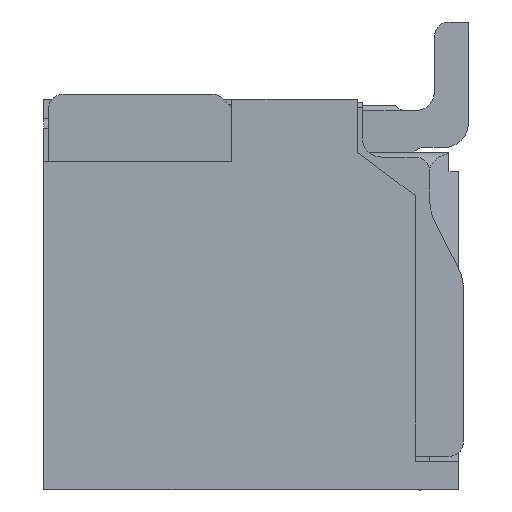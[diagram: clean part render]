
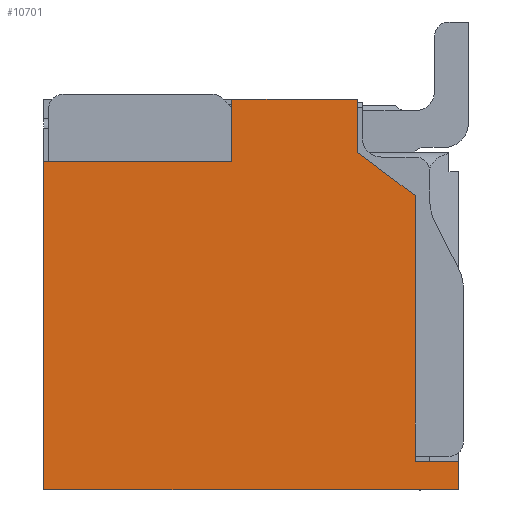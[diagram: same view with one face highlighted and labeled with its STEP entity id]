
A CAD part, left-side view. The second image highlights one B-rep face of the part: STEP entity #10701.
In plain terms, the highlighted planar face has unit normal (-1, 0, 0).
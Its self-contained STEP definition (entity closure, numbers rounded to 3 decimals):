
#58 = CARTESIAN_POINT ( 'NONE',  ( -5.375, -1.1, 2.025 ) ) ;
#87 = CARTESIAN_POINT ( 'NONE',  ( -5.375, -1.7, 1.025 ) ) ;
#167 = VERTEX_POINT ( 'NONE', #87 ) ;
#690 = EDGE_CURVE ( 'NONE', #17567, #167, #14422, .T. ) ;
#1177 = VECTOR ( 'NONE', #15327, 1000. ) ;
#1898 = VECTOR ( 'NONE', #17514, 1000. ) ;
#2074 = DIRECTION ( 'NONE',  ( 0., 0., -1. ) ) ;
#2142 = CARTESIAN_POINT ( 'NONE',  ( -5.375, 0., 2.025 ) ) ;
#2263 = CARTESIAN_POINT ( 'NONE',  ( -5.375, 2.15, 1.375 ) ) ;
#2323 = VECTOR ( 'NONE', #5612, 1000. ) ;
#2921 = DIRECTION ( 'NONE',  ( 0., -1., 0. ) ) ;
#3123 = VERTEX_POINT ( 'NONE', #2263 ) ;
#3140 = CARTESIAN_POINT ( 'NONE',  ( -5.375, -1.1, 1.475 ) ) ;
#3759 = PLANE ( 'NONE',  #11655 ) ;
#3824 = CARTESIAN_POINT ( 'NONE',  ( -5.375, -2.15, -0.375 ) ) ;
#3866 = VECTOR ( 'NONE', #20552, 1000. ) ;
#3869 = CARTESIAN_POINT ( 'NONE',  ( -5.375, -1.7, 0. ) ) ;
#4250 = DIRECTION ( 'NONE',  ( 0., 0., -1. ) ) ;
#5128 = DIRECTION ( 'NONE',  ( 0., -1., 0. ) ) ;
#5203 = EDGE_CURVE ( 'NONE', #21150, #15709, #19863, .T. ) ;
#5270 = VERTEX_POINT ( 'NONE', #18681 ) ;
#5424 = VECTOR ( 'NONE', #13276, 1000. ) ;
#5612 = DIRECTION ( 'NONE',  ( 0., -1., 0. ) ) ;
#5797 = CARTESIAN_POINT ( 'NONE',  ( -5.375, -1.1, 0. ) ) ;
#5877 = EDGE_CURVE ( 'NONE', #15270, #20275, #17176, .T. ) ;
#5944 = VECTOR ( 'NONE', #13038, 1000. ) ;
#5951 = VERTEX_POINT ( 'NONE', #19550 ) ;
#6521 = VECTOR ( 'NONE', #7305, 1000. ) ;
#7305 = DIRECTION ( 'NONE',  ( 0., 0., -1. ) ) ;
#7539 = LINE ( 'NONE', #10743, #11211 ) ;
#7584 = EDGE_CURVE ( 'NONE', #3123, #5951, #17454, .T. ) ;
#8203 = VERTEX_POINT ( 'NONE', #16794 ) ;
#8419 = ORIENTED_EDGE ( 'NONE', *, *, #7584, .F. ) ;
#10003 = CARTESIAN_POINT ( 'NONE',  ( -5.375, 2.15, -2.025 ) ) ;
#10626 = CARTESIAN_POINT ( 'NONE',  ( -5.375, 0., -2.025 ) ) ;
#10701 = ADVANCED_FACE ( 'NONE', ( #15157 ), #3759, .F. ) ;
#10743 = CARTESIAN_POINT ( 'NONE',  ( -5.375, 0., -1.725 ) ) ;
#11211 = VECTOR ( 'NONE', #2921, 1000. ) ;
#11291 = ORIENTED_EDGE ( 'NONE', *, *, #14342, .T. ) ;
#11347 = EDGE_LOOP ( 'NONE', ( #17109, #11291, #14163, #18200, #17373, #17275, #17004, #14005, #8419, #13503 ) ) ;
#11655 = AXIS2_PLACEMENT_3D ( 'NONE', #13544, #13757, #4250 ) ;
#11661 = EDGE_CURVE ( 'NONE', #167, #8203, #20310, .T. ) ;
#11708 = EDGE_CURVE ( 'NONE', #15709, #17567, #20526, .T. ) ;
#11735 = CARTESIAN_POINT ( 'NONE',  ( -5.375, 2.15, 0. ) ) ;
#12670 = CARTESIAN_POINT ( 'NONE',  ( -5.375, -2.15, -2.025 ) ) ;
#13038 = DIRECTION ( 'NONE',  ( 0., -0.8, -0.6 ) ) ;
#13041 = EDGE_CURVE ( 'NONE', #20275, #3123, #20013, .T. ) ;
#13276 = DIRECTION ( 'NONE',  ( 0., 0., 1. ) ) ;
#13503 = ORIENTED_EDGE ( 'NONE', *, *, #13041, .F. ) ;
#13544 = CARTESIAN_POINT ( 'NONE',  ( -5.375, 0., 0. ) ) ;
#13757 = DIRECTION ( 'NONE',  ( 1., 0., 0. ) ) ;
#14005 = ORIENTED_EDGE ( 'NONE', *, *, #19457, .F. ) ;
#14163 = ORIENTED_EDGE ( 'NONE', *, *, #17530, .F. ) ;
#14214 = CARTESIAN_POINT ( 'NONE',  ( -5.375, 0.2, 0. ) ) ;
#14342 = EDGE_CURVE ( 'NONE', #15270, #5270, #16727, .T. ) ;
#14422 = LINE ( 'NONE', #3140, #5944 ) ;
#15157 = FACE_OUTER_BOUND ( 'NONE', #11347, .T. ) ;
#15270 = VERTEX_POINT ( 'NONE', #12670 ) ;
#15273 = CARTESIAN_POINT ( 'NONE',  ( -5.375, 0.2, 2.025 ) ) ;
#15327 = DIRECTION ( 'NONE',  ( 0., 0., 1. ) ) ;
#15709 = VERTEX_POINT ( 'NONE', #58 ) ;
#16727 = LINE ( 'NONE', #3824, #1177 ) ;
#16794 = CARTESIAN_POINT ( 'NONE',  ( -5.375, -1.7, -1.725 ) ) ;
#17004 = ORIENTED_EDGE ( 'NONE', *, *, #5203, .F. ) ;
#17109 = ORIENTED_EDGE ( 'NONE', *, *, #5877, .F. ) ;
#17176 = LINE ( 'NONE', #10626, #1898 ) ;
#17275 = ORIENTED_EDGE ( 'NONE', *, *, #11708, .F. ) ;
#17373 = ORIENTED_EDGE ( 'NONE', *, *, #690, .F. ) ;
#17454 = LINE ( 'NONE', #18851, #2323 ) ;
#17514 = DIRECTION ( 'NONE',  ( 0., 1., 0. ) ) ;
#17530 = EDGE_CURVE ( 'NONE', #8203, #5270, #7539, .T. ) ;
#17567 = VERTEX_POINT ( 'NONE', #20970 ) ;
#18200 = ORIENTED_EDGE ( 'NONE', *, *, #11661, .F. ) ;
#18681 = CARTESIAN_POINT ( 'NONE',  ( -5.375, -2.15, -1.725 ) ) ;
#18851 = CARTESIAN_POINT ( 'NONE',  ( -5.375, 0., 1.375 ) ) ;
#18880 = VECTOR ( 'NONE', #2074, 1000. ) ;
#19161 = LINE ( 'NONE', #14214, #3866 ) ;
#19457 = EDGE_CURVE ( 'NONE', #5951, #21150, #19161, .T. ) ;
#19550 = CARTESIAN_POINT ( 'NONE',  ( -5.375, 0.2, 1.375 ) ) ;
#19863 = LINE ( 'NONE', #2142, #20716 ) ;
#20013 = LINE ( 'NONE', #11735, #5424 ) ;
#20275 = VERTEX_POINT ( 'NONE', #10003 ) ;
#20310 = LINE ( 'NONE', #3869, #18880 ) ;
#20526 = LINE ( 'NONE', #5797, #6521 ) ;
#20552 = DIRECTION ( 'NONE',  ( 0., 0., 1. ) ) ;
#20716 = VECTOR ( 'NONE', #5128, 1000. ) ;
#20970 = CARTESIAN_POINT ( 'NONE',  ( -5.375, -1.1, 1.475 ) ) ;
#21150 = VERTEX_POINT ( 'NONE', #15273 ) ;
